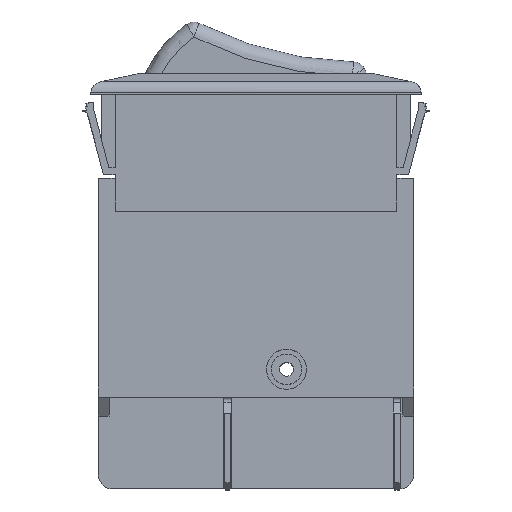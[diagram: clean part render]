
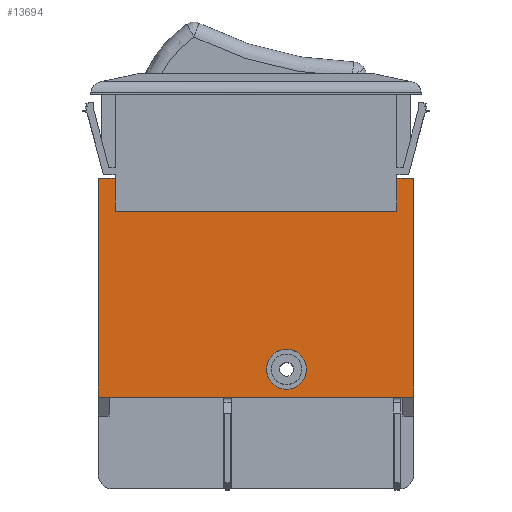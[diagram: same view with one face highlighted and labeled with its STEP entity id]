
A CAD part, top view. The second image highlights one B-rep face of the part: STEP entity #13694.
In plain terms, the highlighted planar face has unit normal (0, 0, 1).
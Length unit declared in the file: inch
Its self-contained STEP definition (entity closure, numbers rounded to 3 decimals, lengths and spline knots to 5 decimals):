
#1236 = CARTESIAN_POINT ( 'NONE',  ( -0.599, 0.1325, 0.4715 ) ) ;
#1238 = DIRECTION ( 'NONE',  ( 0., 1., 0. ) ) ;
#1259 = DIRECTION ( 'NONE',  ( -1., 0., 0. ) ) ;
#1264 = CARTESIAN_POINT ( 'NONE',  ( 0.599, 0.1325, 0.4715 ) ) ;
#1278 = CARTESIAN_POINT ( 'NONE',  ( 0.67, 0., 0.4715 ) ) ;
#1286 = DIRECTION ( 'NONE',  ( 0., 1., 0. ) ) ;
#2350 = AXIS2_PLACEMENT_3D ( 'NONE', #17569, #17570, #17571 ) ;
#4052 = VERTEX_POINT ( 'NONE', #6528 ) ;
#4092 = VERTEX_POINT ( 'NONE', #6568 ) ;
#4098 = VERTEX_POINT ( 'NONE', #6574 ) ;
#4101 = VERTEX_POINT ( 'NONE', #6577 ) ;
#4107 = VERTEX_POINT ( 'NONE', #6583 ) ;
#4108 = VERTEX_POINT ( 'NONE', #6584 ) ;
#4183 = VERTEX_POINT ( 'NONE', #6659 ) ;
#4296 = VERTEX_POINT ( 'NONE', #6772 ) ;
#4297 = VERTEX_POINT ( 'NONE', #6773 ) ;
#5019 = LINE ( 'NONE', #1236, #5022 ) ;
#5022 = VECTOR ( 'NONE', #1238, 39.37008 ) ;
#5042 = LINE ( 'NONE', #1264, #5045 ) ;
#5045 = VECTOR ( 'NONE', #1259, 39.37008 ) ;
#5056 = LINE ( 'NONE', #1278, #5065 ) ;
#5065 = VECTOR ( 'NONE', #1286, 39.37008 ) ;
#5129 = CIRCLE ( 'NONE', #2350, 0.085 ) ;
#5279 = LINE ( 'NONE', #17786, #5281 ) ;
#5281 = VECTOR ( 'NONE', #17787, 39.37008 ) ;
#5422 = LINE ( 'NONE', #17043, #5425 ) ;
#5425 = VECTOR ( 'NONE', #17044, 39.37008 ) ;
#6528 = CARTESIAN_POINT ( 'NONE',  ( -0.67, -0.7975, 0.4715 ) ) ;
#6568 = CARTESIAN_POINT ( 'NONE',  ( -0.599, 0.1325, 0.4715 ) ) ;
#6574 = CARTESIAN_POINT ( 'NONE',  ( 0.599, 0.1325, 0.4715 ) ) ;
#6577 = CARTESIAN_POINT ( 'NONE',  ( -0.599, -0.0075, 0.4715 ) ) ;
#6583 = CARTESIAN_POINT ( 'NONE',  ( 0.67, 0.1325, 0.4715 ) ) ;
#6584 = CARTESIAN_POINT ( 'NONE',  ( 0.67, -0.7975, 0.4715 ) ) ;
#6659 = CARTESIAN_POINT ( 'NONE',  ( -0.67, 0.1325, 0.4715 ) ) ;
#6772 = CARTESIAN_POINT ( 'NONE',  ( 0.215, -0.6795, 0.4715 ) ) ;
#6773 = CARTESIAN_POINT ( 'NONE',  ( 0.045, -0.6795, 0.4715 ) ) ;
#6984 = EDGE_CURVE ( 'NONE', #4101, #4092, #5019, .T. ) ;
#6997 = EDGE_CURVE ( 'NONE', #4107, #4098, #5042, .T. ) ;
#7007 = EDGE_CURVE ( 'NONE', #4108, #4107, #5056, .T. ) ;
#7054 = EDGE_CURVE ( 'NONE', #4297, #4296, #5129, .T. ) ;
#7147 = EDGE_CURVE ( 'NONE', #4098, #11885, #5279, .T. ) ;
#7222 = EDGE_CURVE ( 'NONE', #4108, #4052, #5422, .T. ) ;
#8717 = CARTESIAN_POINT ( 'NONE',  ( -0.599, 0.1325, 0.4715 ) ) ;
#8718 = DIRECTION ( 'NONE',  ( -1., 0., 0. ) ) ;
#8724 = CARTESIAN_POINT ( 'NONE',  ( 0.7025, -0.0075, 0.4715 ) ) ;
#8725 = DIRECTION ( 'NONE',  ( -1., 0., 0. ) ) ;
#8728 = CARTESIAN_POINT ( 'NONE',  ( 0.13, -0.6795, 0.4715 ) ) ;
#8729 = DIRECTION ( 'NONE',  ( 0., 0., 1. ) ) ;
#8730 = DIRECTION ( 'NONE',  ( 1., 0., 0. ) ) ;
#8731 = CARTESIAN_POINT ( 'NONE',  ( -0.67, 0., 0.4715 ) ) ;
#8732 = DIRECTION ( 'NONE',  ( 0., 1., 0. ) ) ;
#9986 = EDGE_LOOP ( 'NONE', ( #16204, #16205, #16206, #16207, #16208, #16209, #16210, #16211 ) ) ;
#9988 = EDGE_LOOP ( 'NONE', ( #16202, #16203 ) ) ;
#10778 = AXIS2_PLACEMENT_3D ( 'NONE', #11368, #11369, #11370 ) ;
#11084 = FACE_BOUND ( 'NONE', #9988, .T. ) ;
#11088 = FACE_OUTER_BOUND ( 'NONE', #9986, .T. ) ;
#11360 = PLANE ( 'NONE',  #10778 ) ;
#11368 = CARTESIAN_POINT ( 'NONE',  ( 0.7025, 0., 0.4715 ) ) ;
#11369 = DIRECTION ( 'NONE',  ( 0., 0., -1. ) ) ;
#11370 = DIRECTION ( 'NONE',  ( 0., 1., 0. ) ) ;
#11885 = VERTEX_POINT ( 'NONE', #15730 ) ;
#12500 = AXIS2_PLACEMENT_3D ( 'NONE', #8728, #8729, #8730 ) ;
#12986 = LINE ( 'NONE', #8724, #12989 ) ;
#12988 = CIRCLE ( 'NONE', #12500, 0.085 ) ;
#12989 = VECTOR ( 'NONE', #8725, 39.37008 ) ;
#12990 = LINE ( 'NONE', #8717, #12992 ) ;
#12991 = LINE ( 'NONE', #8731, #12994 ) ;
#12992 = VECTOR ( 'NONE', #8718, 39.37008 ) ;
#12994 = VECTOR ( 'NONE', #8732, 39.37008 ) ;
#13694 = ADVANCED_FACE ( 'NONE', ( #11084, #11088 ), #11360, .F. ) ;
#15730 = CARTESIAN_POINT ( 'NONE',  ( 0.599, -0.0075, 0.4715 ) ) ;
#16202 = ORIENTED_EDGE ( 'NONE', *, *, #16773, .F. ) ;
#16203 = ORIENTED_EDGE ( 'NONE', *, *, #7054, .F. ) ;
#16204 = ORIENTED_EDGE ( 'NONE', *, *, #7222, .F. ) ;
#16205 = ORIENTED_EDGE ( 'NONE', *, *, #7007, .T. ) ;
#16206 = ORIENTED_EDGE ( 'NONE', *, *, #6997, .T. ) ;
#16207 = ORIENTED_EDGE ( 'NONE', *, *, #7147, .T. ) ;
#16208 = ORIENTED_EDGE ( 'NONE', *, *, #16772, .T. ) ;
#16209 = ORIENTED_EDGE ( 'NONE', *, *, #6984, .T. ) ;
#16210 = ORIENTED_EDGE ( 'NONE', *, *, #16774, .T. ) ;
#16211 = ORIENTED_EDGE ( 'NONE', *, *, #16775, .F. ) ;
#16772 = EDGE_CURVE ( 'NONE', #11885, #4101, #12986, .T. ) ;
#16773 = EDGE_CURVE ( 'NONE', #4296, #4297, #12988, .T. ) ;
#16774 = EDGE_CURVE ( 'NONE', #4092, #4183, #12990, .T. ) ;
#16775 = EDGE_CURVE ( 'NONE', #4052, #4183, #12991, .T. ) ;
#17043 = CARTESIAN_POINT ( 'NONE',  ( 0.7025, -0.7975, 0.4715 ) ) ;
#17044 = DIRECTION ( 'NONE',  ( -1., 0., 0. ) ) ;
#17569 = CARTESIAN_POINT ( 'NONE',  ( 0.13, -0.6795, 0.4715 ) ) ;
#17570 = DIRECTION ( 'NONE',  ( 0., 0., 1. ) ) ;
#17571 = DIRECTION ( 'NONE',  ( 1., 0., 0. ) ) ;
#17786 = CARTESIAN_POINT ( 'NONE',  ( 0.599, 0.1325, 0.4715 ) ) ;
#17787 = DIRECTION ( 'NONE',  ( 0., -1., 0. ) ) ;
